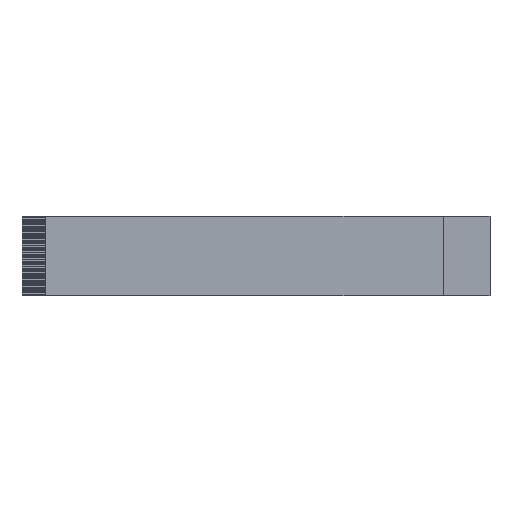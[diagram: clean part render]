
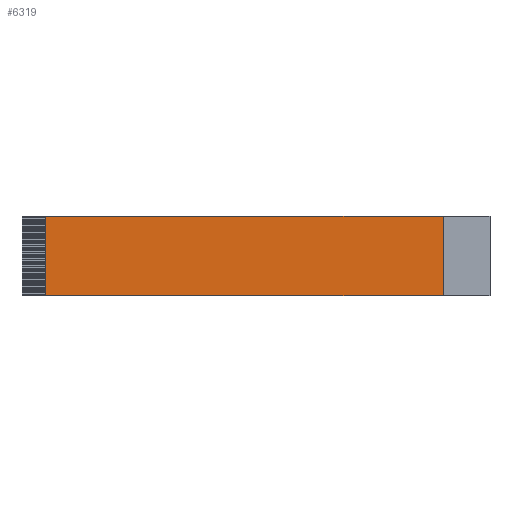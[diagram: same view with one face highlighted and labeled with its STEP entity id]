
A CAD part, top view. The second image highlights one B-rep face of the part: STEP entity #6319.
In plain terms, the highlighted planar face has unit normal (0, 0, 1).
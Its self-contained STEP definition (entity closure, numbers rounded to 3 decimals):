
#461=ORIENTED_EDGE('',*,*,#1832,.F.);
#462=ORIENTED_EDGE('',*,*,#1600,.F.);
#463=ORIENTED_EDGE('',*,*,#1833,.T.);
#464=ORIENTED_EDGE('',*,*,#1590,.T.);
#1590=EDGE_CURVE('',#2294,#2293,#2717,.T.);
#1600=EDGE_CURVE('',#2301,#2149,#2726,.T.);
#1832=EDGE_CURVE('',#2149,#2293,#2958,.T.);
#1833=EDGE_CURVE('',#2301,#2294,#2959,.T.);
#2149=VERTEX_POINT('',#7841);
#2293=VERTEX_POINT('',#8139);
#2294=VERTEX_POINT('',#8141);
#2301=VERTEX_POINT('',#8160);
#2717=LINE('',#8140,#3419);
#2726=LINE('',#8161,#3428);
#2958=LINE('',#8657,#3660);
#2959=LINE('',#8658,#3661);
#3419=VECTOR('',#6847,1000.);
#3428=VECTOR('',#6858,1000.);
#3660=VECTOR('',#7226,1000.);
#3661=VECTOR('',#7227,1000.);
#4047=EDGE_LOOP('',(#461,#462,#463,#464));
#4265=FACE_BOUND('',#4047,.T.);
#4483=PLANE('',#6544);
#6319=ADVANCED_FACE('',(#4265),#4483,.F.);
#6544=AXIS2_PLACEMENT_3D('',#8656,#7224,#7225);
#6847=DIRECTION('',(1.,0.,0.));
#6858=DIRECTION('',(1.,0.,0.));
#7224=DIRECTION('',(0.,0.,-1.));
#7225=DIRECTION('',(-1.,0.,0.));
#7226=DIRECTION('',(0.,-1.,0.));
#7227=DIRECTION('',(0.,-1.,0.));
#7841=CARTESIAN_POINT('',(40.,8.5,0.095));
#8139=CARTESIAN_POINT('',(40.,-8.5,0.095));
#8140=CARTESIAN_POINT('',(-45.,-8.5,0.095));
#8141=CARTESIAN_POINT('',(-45.,-8.5,0.095));
#8160=CARTESIAN_POINT('',(-45.,8.5,0.095));
#8161=CARTESIAN_POINT('',(-45.,8.5,0.095));
#8656=CARTESIAN_POINT('',(-45.,8.5,0.095));
#8657=CARTESIAN_POINT('',(40.,8.5,0.095));
#8658=CARTESIAN_POINT('',(-45.,8.5,0.095));
